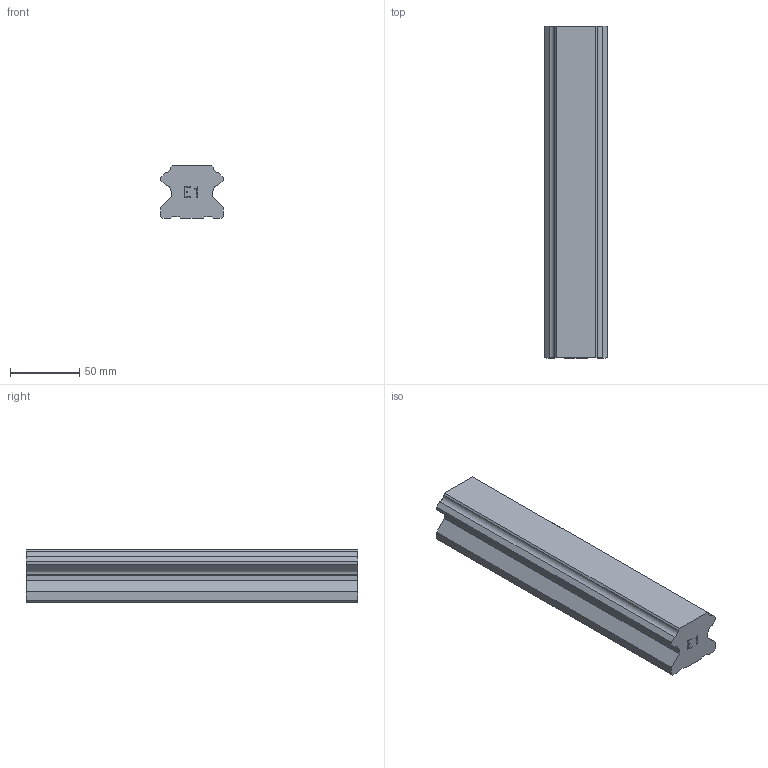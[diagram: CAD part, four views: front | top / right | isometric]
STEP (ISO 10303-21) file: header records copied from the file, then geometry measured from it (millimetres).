
FILE_DESCRIPTION(('STEP AP214'),'1');
FILE_NAME('cctmp_442623F9-8525-4BE4-81AB-8ACCDED387A7_2021_01_28_13_10_25_0562..stp','2021-01-28T12:10:25',('HIWIN GmbH'),('CADClick - www.CADClick.com'),'Spatial InterOp 3D',' ','unknown authorization');
FILE_SCHEMA(('AUTOMOTIVE_DESIGN'));
Length unit declared in the file: millimetre
Products named in the file (1): HGR45T240C_FILE
Bounding box: 45 x 240 x 38 mm (x, y, z)
Volume: 334509.5 mm3; surface area: 46697.3 mm2
Topology: 1 solids, 1 shells, 109 faces, 303 edges, 197 vertices
Faces by surface type: plane 93, cylinder 10, cone 6
Entity records: 4283 total; most frequent: CARTESIAN_POINT 604, ORIENTED_EDGE 594, DIRECTION 537, EDGE_CURVE 297, LINE 277, VECTOR 277, VERTEX_POINT 197, AXIS2_PLACEMENT_3D 130
